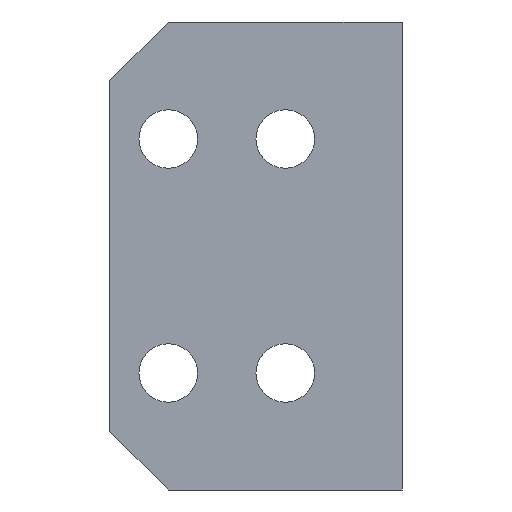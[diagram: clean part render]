
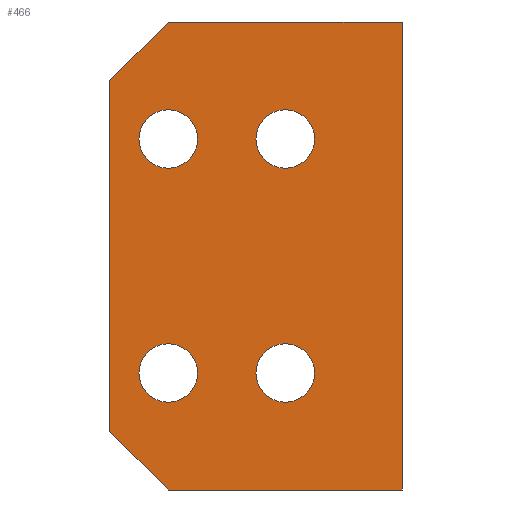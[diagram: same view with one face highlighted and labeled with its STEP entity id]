
A CAD part, front view. The second image highlights one B-rep face of the part: STEP entity #466.
In plain terms, the highlighted planar face has unit normal (0, -1, 0).
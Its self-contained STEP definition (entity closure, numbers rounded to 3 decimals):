
#31=FACE_BOUND('',#96,.T.);
#32=FACE_BOUND('',#97,.T.);
#33=FACE_BOUND('',#98,.T.);
#34=FACE_BOUND('',#99,.T.);
#47=CIRCLE('',#500,2.5);
#48=CIRCLE('',#501,2.5);
#49=CIRCLE('',#502,2.5);
#50=CIRCLE('',#503,2.5);
#64=FACE_OUTER_BOUND('',#95,.T.);
#95=EDGE_LOOP('',(#368,#369,#370,#371,#372,#373));
#96=EDGE_LOOP('',(#374));
#97=EDGE_LOOP('',(#375));
#98=EDGE_LOOP('',(#376));
#99=EDGE_LOOP('',(#377));
#137=LINE('',#701,#184);
#143=LINE('',#711,#190);
#144=LINE('',#722,#191);
#146=LINE('',#726,#193);
#148=LINE('',#730,#195);
#149=LINE('',#731,#196);
#184=VECTOR('',#563,10.);
#190=VECTOR('',#571,10.);
#191=VECTOR('',#582,10.);
#193=VECTOR('',#586,10.);
#195=VECTOR('',#590,10.);
#196=VECTOR('',#591,10.);
#231=VERTEX_POINT('',#698);
#232=VERTEX_POINT('',#700);
#235=VERTEX_POINT('',#709);
#240=VERTEX_POINT('',#721);
#241=VERTEX_POINT('',#725);
#242=VERTEX_POINT('',#729);
#243=VERTEX_POINT('',#732);
#244=VERTEX_POINT('',#734);
#245=VERTEX_POINT('',#736);
#246=VERTEX_POINT('',#738);
#277=EDGE_CURVE('',#231,#232,#137,.T.);
#283=EDGE_CURVE('',#231,#235,#143,.T.);
#288=EDGE_CURVE('',#232,#240,#144,.T.);
#290=EDGE_CURVE('',#240,#241,#146,.T.);
#292=EDGE_CURVE('',#235,#242,#148,.T.);
#293=EDGE_CURVE('',#241,#242,#149,.T.);
#294=EDGE_CURVE('',#243,#243,#47,.T.);
#295=EDGE_CURVE('',#244,#244,#48,.T.);
#296=EDGE_CURVE('',#245,#245,#49,.T.);
#297=EDGE_CURVE('',#246,#246,#50,.T.);
#368=ORIENTED_EDGE('',*,*,#288,.F.);
#369=ORIENTED_EDGE('',*,*,#277,.F.);
#370=ORIENTED_EDGE('',*,*,#283,.T.);
#371=ORIENTED_EDGE('',*,*,#292,.T.);
#372=ORIENTED_EDGE('',*,*,#293,.F.);
#373=ORIENTED_EDGE('',*,*,#290,.F.);
#374=ORIENTED_EDGE('',*,*,#294,.T.);
#375=ORIENTED_EDGE('',*,*,#295,.T.);
#376=ORIENTED_EDGE('',*,*,#296,.T.);
#377=ORIENTED_EDGE('',*,*,#297,.T.);
#451=PLANE('',#499);
#466=ADVANCED_FACE('',(#64,#31,#32,#33,#34),#451,.T.);
#499=AXIS2_PLACEMENT_3D('',#728,#588,#589);
#500=AXIS2_PLACEMENT_3D('',#733,#592,#593);
#501=AXIS2_PLACEMENT_3D('',#735,#594,#595);
#502=AXIS2_PLACEMENT_3D('',#737,#596,#597);
#503=AXIS2_PLACEMENT_3D('',#739,#598,#599);
#563=DIRECTION('',(-1.,0.,0.));
#571=DIRECTION('',(0.,0.,1.));
#582=DIRECTION('',(-0.707,0.,0.707));
#586=DIRECTION('',(0.,0.,1.));
#588=DIRECTION('center_axis',(0.,-1.,0.));
#589=DIRECTION('ref_axis',(0.,0.,1.));
#590=DIRECTION('',(-1.,0.,0.));
#591=DIRECTION('',(0.707,0.,0.707));
#592=DIRECTION('center_axis',(0.,1.,0.));
#593=DIRECTION('ref_axis',(-1.,0.,0.));
#594=DIRECTION('center_axis',(0.,1.,0.));
#595=DIRECTION('ref_axis',(-1.,0.,0.));
#596=DIRECTION('center_axis',(0.,1.,0.));
#597=DIRECTION('ref_axis',(-1.,0.,0.));
#598=DIRECTION('center_axis',(0.,1.,0.));
#599=DIRECTION('ref_axis',(-1.,0.,0.));
#698=CARTESIAN_POINT('',(0.,-50.,-20.));
#700=CARTESIAN_POINT('',(-20.,-50.,-20.));
#701=CARTESIAN_POINT('',(0.,-50.,-20.));
#709=CARTESIAN_POINT('',(0.,-50.,20.));
#711=CARTESIAN_POINT('',(0.,-50.,-20.));
#721=CARTESIAN_POINT('',(-25.,-50.,-15.));
#722=CARTESIAN_POINT('',(-16.25,-50.,-23.75));
#725=CARTESIAN_POINT('',(-25.,-50.,15.));
#726=CARTESIAN_POINT('',(-25.,-50.,-20.));
#728=CARTESIAN_POINT('Origin',(0.,-50.,-20.));
#729=CARTESIAN_POINT('',(-20.,-50.,20.));
#730=CARTESIAN_POINT('',(0.,-50.,20.));
#731=CARTESIAN_POINT('',(-26.25,-50.,13.75));
#732=CARTESIAN_POINT('',(-17.5,-50.,-10.));
#733=CARTESIAN_POINT('Origin',(-20.,-50.,-10.));
#734=CARTESIAN_POINT('',(-7.5,-50.,10.));
#735=CARTESIAN_POINT('Origin',(-10.,-50.,10.));
#736=CARTESIAN_POINT('',(-7.5,-50.,-10.));
#737=CARTESIAN_POINT('Origin',(-10.,-50.,-10.));
#738=CARTESIAN_POINT('',(-17.5,-50.,10.));
#739=CARTESIAN_POINT('Origin',(-20.,-50.,10.));
